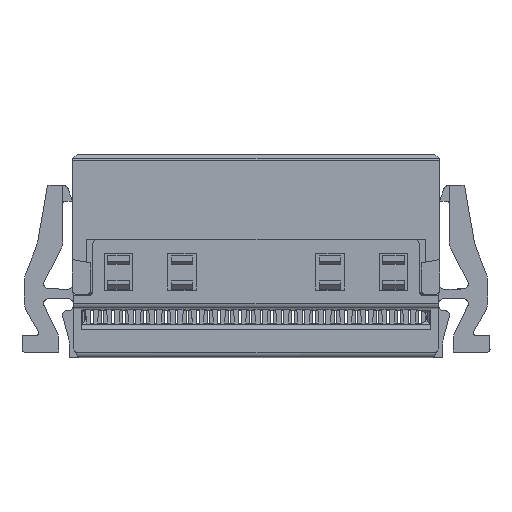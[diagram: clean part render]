
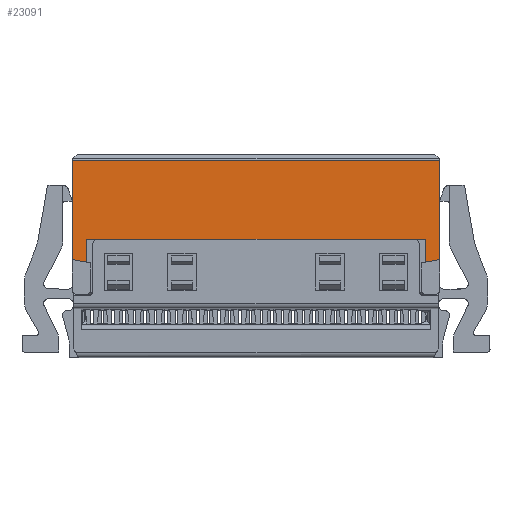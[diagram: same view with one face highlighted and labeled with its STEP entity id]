
A CAD part, top view. The second image highlights one B-rep face of the part: STEP entity #23091.
In plain terms, the highlighted planar face has unit normal (0, 0, 1).
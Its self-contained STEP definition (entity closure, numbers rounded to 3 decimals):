
#23041=AXIS2_PLACEMENT_3D('Plane Axis2P3D',#23038,#23039,#23040) ;
#14591=CARTESIAN_POINT('Vertex',(25.085,11.859,4.325)) ;
#14594=CARTESIAN_POINT('Line Origine',(25.085,8.869,4.325)) ;
#14598=CARTESIAN_POINT('Vertex',(25.085,5.88,4.325)) ;
#14767=CARTESIAN_POINT('Vertex',(3.015,5.88,4.325)) ;
#14770=CARTESIAN_POINT('Line Origine',(3.015,8.869,4.325)) ;
#14774=CARTESIAN_POINT('Vertex',(3.015,11.859,4.325)) ;
#23038=CARTESIAN_POINT('Axis2P3D Location',(2.771,12.4,4.325)) ;
#23043=CARTESIAN_POINT('Line Origine',(14.05,11.859,4.325)) ;
#23048=CARTESIAN_POINT('Line Origine',(3.455,5.802,4.325)) ;
#23052=CARTESIAN_POINT('Vertex',(3.895,5.725,4.325)) ;
#23055=CARTESIAN_POINT('Line Origine',(3.895,6.402,4.325)) ;
#23059=CARTESIAN_POINT('Vertex',(3.895,7.08,4.325)) ;
#23062=CARTESIAN_POINT('Line Origine',(14.05,7.08,4.325)) ;
#23066=CARTESIAN_POINT('Vertex',(24.205,7.08,4.325)) ;
#23069=CARTESIAN_POINT('Line Origine',(24.205,6.402,4.325)) ;
#23073=CARTESIAN_POINT('Vertex',(24.205,5.725,4.325)) ;
#23076=CARTESIAN_POINT('Line Origine',(24.645,5.802,4.325)) ;
#14595=DIRECTION('Vector Direction',(0.,1.,0.)) ;
#14771=DIRECTION('Vector Direction',(0.,-1.,0.)) ;
#23039=DIRECTION('Axis2P3D Direction',(-0.,0.,1.)) ;
#23040=DIRECTION('Axis2P3D XDirection',(0.,-1.,0.)) ;
#23044=DIRECTION('Vector Direction',(-1.,0.,0.)) ;
#23049=DIRECTION('Vector Direction',(0.985,-0.174,0.)) ;
#23056=DIRECTION('Vector Direction',(0.,1.,0.)) ;
#23063=DIRECTION('Vector Direction',(1.,0.,0.)) ;
#23070=DIRECTION('Vector Direction',(0.,-1.,0.)) ;
#23077=DIRECTION('Vector Direction',(0.985,0.174,0.)) ;
#14596=VECTOR('Line Direction',#14595,1.) ;
#14772=VECTOR('Line Direction',#14771,1.) ;
#23045=VECTOR('Line Direction',#23044,1.) ;
#23050=VECTOR('Line Direction',#23049,1.) ;
#23057=VECTOR('Line Direction',#23056,1.) ;
#23064=VECTOR('Line Direction',#23063,1.) ;
#23071=VECTOR('Line Direction',#23070,1.) ;
#23078=VECTOR('Line Direction',#23077,1.) ;
#23082=ORIENTED_EDGE('',*,*,#23047,.T.) ;
#23083=ORIENTED_EDGE('',*,*,#14776,.T.) ;
#23084=ORIENTED_EDGE('',*,*,#23054,.T.) ;
#23085=ORIENTED_EDGE('',*,*,#23061,.T.) ;
#23086=ORIENTED_EDGE('',*,*,#23068,.T.) ;
#23087=ORIENTED_EDGE('',*,*,#23075,.T.) ;
#23088=ORIENTED_EDGE('',*,*,#23080,.T.) ;
#23089=ORIENTED_EDGE('',*,*,#14600,.T.) ;
#23091=ADVANCED_FACE('Hauptk\X2\00F6\X0\rper',(#23090),#23042,.T.) ;
#14600=EDGE_CURVE('',#14599,#14592,#14597,.T.) ;
#14776=EDGE_CURVE('',#14775,#14768,#14773,.T.) ;
#23047=EDGE_CURVE('',#14592,#14775,#23046,.T.) ;
#23054=EDGE_CURVE('',#14768,#23053,#23051,.T.) ;
#23061=EDGE_CURVE('',#23053,#23060,#23058,.T.) ;
#23068=EDGE_CURVE('',#23060,#23067,#23065,.T.) ;
#23075=EDGE_CURVE('',#23067,#23074,#23072,.T.) ;
#23080=EDGE_CURVE('',#23074,#14599,#23079,.T.) ;
#23081=EDGE_LOOP('',(#23082,#23083,#23084,#23085,#23086,#23087,#23088,#23089)) ;
#23090=FACE_OUTER_BOUND('',#23081,.T.) ;
#14597=LINE('Line',#14594,#14596) ;
#14773=LINE('Line',#14770,#14772) ;
#23046=LINE('Line',#23043,#23045) ;
#23051=LINE('Line',#23048,#23050) ;
#23058=LINE('Line',#23055,#23057) ;
#23065=LINE('Line',#23062,#23064) ;
#23072=LINE('Line',#23069,#23071) ;
#23079=LINE('Line',#23076,#23078) ;
#23042=PLANE('',#23041) ;
#14592=VERTEX_POINT('',#14591) ;
#14599=VERTEX_POINT('',#14598) ;
#14768=VERTEX_POINT('',#14767) ;
#14775=VERTEX_POINT('',#14774) ;
#23053=VERTEX_POINT('',#23052) ;
#23060=VERTEX_POINT('',#23059) ;
#23067=VERTEX_POINT('',#23066) ;
#23074=VERTEX_POINT('',#23073) ;
